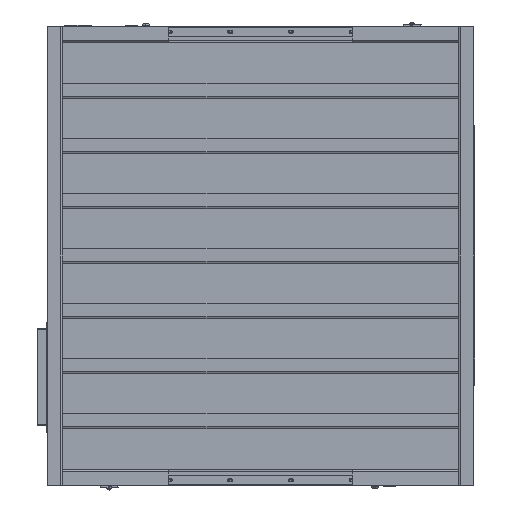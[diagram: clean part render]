
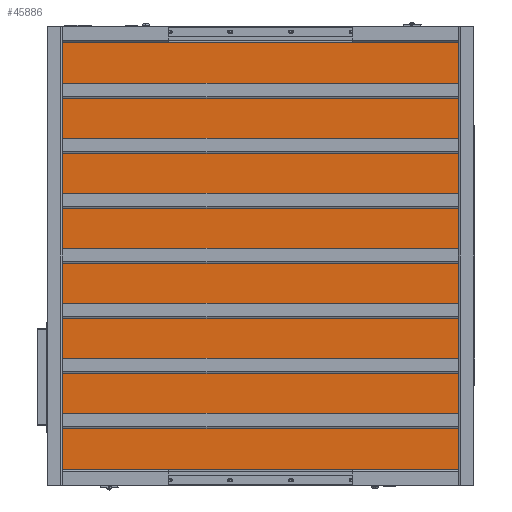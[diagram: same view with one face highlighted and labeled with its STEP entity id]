
A CAD part, front view. The second image highlights one B-rep face of the part: STEP entity #45886.
In plain terms, the highlighted face is planar.
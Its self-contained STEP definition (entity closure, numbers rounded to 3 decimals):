
#1496 = CARTESIAN_POINT ( 'NONE',  ( -1083.703, -336.82, -3. ) ) ;
#2325 = ORIENTED_EDGE ( 'NONE', *, *, #17785, .F. ) ;
#2565 = CARTESIAN_POINT ( 'NONE',  ( 211.297, 1063.18, -3. ) ) ;
#3929 = CARTESIAN_POINT ( 'NONE',  ( -1083.703, 1063.18, -3. ) ) ;
#5799 = VECTOR ( 'NONE', #69882, 1000. ) ;
#7077 = FACE_OUTER_BOUND ( 'NONE', #76191, .T. ) ;
#8403 = AXIS2_PLACEMENT_3D ( 'NONE', #12985, #30976, #25095 ) ;
#12985 = CARTESIAN_POINT ( 'NONE',  ( 0., 0., -3. ) ) ;
#15784 = LINE ( 'NONE', #45982, #5799 ) ;
#16851 = LINE ( 'NONE', #3929, #30148 ) ;
#17785 = EDGE_CURVE ( 'NONE', #21457, #39004, #16851, .T. ) ;
#18404 = VECTOR ( 'NONE', #38460, 1000. ) ;
#20525 = CARTESIAN_POINT ( 'NONE',  ( -1083.703, -336.82, -3. ) ) ;
#21457 = VERTEX_POINT ( 'NONE', #2565 ) ;
#25095 = DIRECTION ( 'NONE',  ( 1., 0., 0. ) ) ;
#27111 = CARTESIAN_POINT ( 'NONE',  ( 211.297, -336.82, -3. ) ) ;
#30148 = VECTOR ( 'NONE', #52562, 1000. ) ;
#30976 = DIRECTION ( 'NONE',  ( 0., 0., 1. ) ) ;
#32263 = VERTEX_POINT ( 'NONE', #20525 ) ;
#34707 = EDGE_CURVE ( 'NONE', #32263, #56702, #51623, .T. ) ;
#35861 = EDGE_CURVE ( 'NONE', #56702, #21457, #61990, .T. ) ;
#35866 = VECTOR ( 'NONE', #73235, 1000. ) ;
#36743 = EDGE_CURVE ( 'NONE', #39004, #32263, #15784, .T. ) ;
#38049 = PLANE ( 'NONE',  #8403 ) ;
#38460 = DIRECTION ( 'NONE',  ( 0., 1., 0. ) ) ;
#38486 = ORIENTED_EDGE ( 'NONE', *, *, #35861, .F. ) ;
#39004 = VERTEX_POINT ( 'NONE', #58848 ) ;
#45886 = ADVANCED_FACE ( 'NONE', ( #7077 ), #38049, .F. ) ;
#45982 = CARTESIAN_POINT ( 'NONE',  ( -1083.703, 1063.18, -3. ) ) ;
#46711 = ORIENTED_EDGE ( 'NONE', *, *, #36743, .F. ) ;
#51623 = LINE ( 'NONE', #1496, #35866 ) ;
#52562 = DIRECTION ( 'NONE',  ( -1., 0., 0. ) ) ;
#56702 = VERTEX_POINT ( 'NONE', #27111 ) ;
#58848 = CARTESIAN_POINT ( 'NONE',  ( -1083.703, 1063.18, -3. ) ) ;
#61990 = LINE ( 'NONE', #73732, #18404 ) ;
#69882 = DIRECTION ( 'NONE',  ( 0., -1., 0. ) ) ;
#73235 = DIRECTION ( 'NONE',  ( 1., 0., 0. ) ) ;
#73732 = CARTESIAN_POINT ( 'NONE',  ( 211.297, 1063.18, -3. ) ) ;
#76191 = EDGE_LOOP ( 'NONE', ( #46711, #2325, #38486, #76972 ) ) ;
#76972 = ORIENTED_EDGE ( 'NONE', *, *, #34707, .F. ) ;
